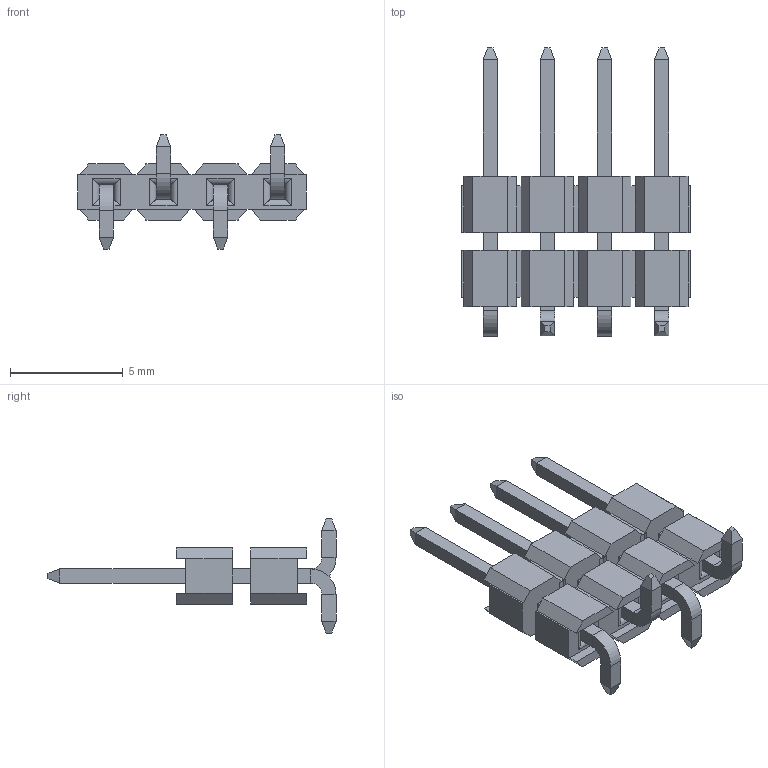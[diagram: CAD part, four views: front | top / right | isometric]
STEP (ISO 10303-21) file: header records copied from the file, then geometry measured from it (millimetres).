
FILE_DESCRIPTION(/* description */ (''),/* implementation_level */ '2;1');
FILE_NAME(/* name */ '9533-15-04-xx-1-00.stp',/* time_stamp */ '2025-06-10T16:04:05+08:00',/* author */ (''),/* organization */ (''),/* preprocessor_version */ 'ST-DEVELOPER v15',/* originating_system */ 'SIEMENS PLM Software NX 9.0',/* authorisation */ '');
FILE_SCHEMA (('AP203_CONFIGURATION_CONTROLLED_3D_DESIGN_OF_MECHANICAL_PARTS_AND_ASSEMBLIES_MIM_LF { 1 0 10303 403 2 1 2}'));
Length unit declared in the file: millimetre
Products named in the file (1): 9533-15-04-xx-1-00
Bounding box: 10.16 x 12.8 x 5.08 mm (x, y, z)
Volume: 118.1 mm3; surface area: 420.3 mm2
Topology: 6 solids, 6 shells, 290 faces, 688 edges, 416 vertices
Faces by surface type: plane 250, cylinder 40
Entity records: 8394 total; most frequent: CARTESIAN_POINT 1715, ORIENTED_EDGE 1376, DIRECTION 1254, EDGE_CURVE 688, LINE 640, VECTOR 640, VERTEX_POINT 416, EDGE_LOOP 312
